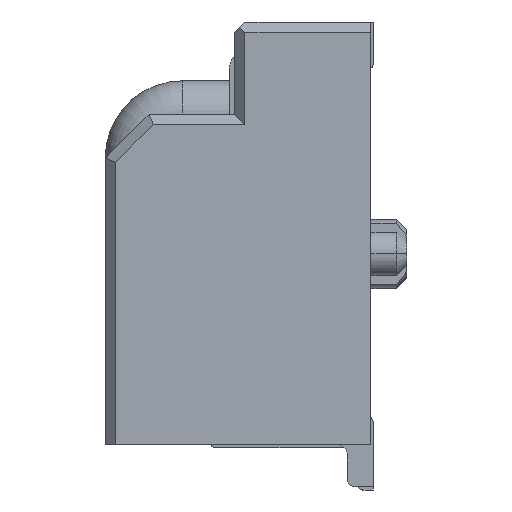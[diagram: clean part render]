
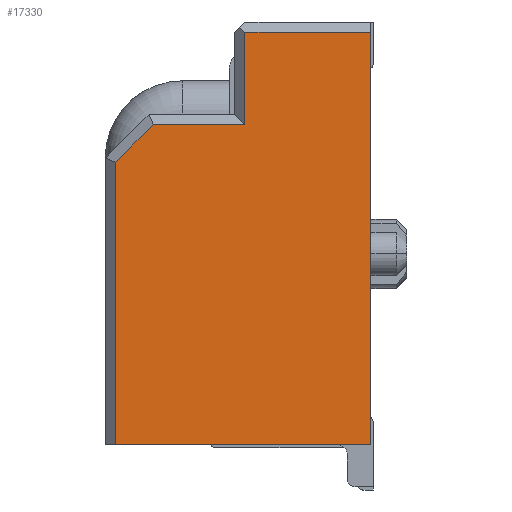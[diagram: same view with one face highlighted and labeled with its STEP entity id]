
A CAD part, left-side view. The second image highlights one B-rep face of the part: STEP entity #17330.
In plain terms, the highlighted planar face has unit normal (-1, 0, 0).
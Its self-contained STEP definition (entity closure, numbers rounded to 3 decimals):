
#2662=DIRECTION('',(0.,0.,-1.));
#2663=VECTOR('',#2662,5.477);
#2664=CARTESIAN_POINT('',(-14.95,1.75,-2.723));
#2665=LINE('',#2664,#2663);
#2666=DIRECTION('',(0.,0.707,-0.707));
#2667=VECTOR('',#2666,1.036);
#2668=CARTESIAN_POINT('',(-14.95,1.017,-1.99));
#2669=LINE('',#2668,#2667);
#2670=DIRECTION('',(0.,1.,0.));
#2671=VECTOR('',#2670,1.777);
#2672=CARTESIAN_POINT('',(-14.95,-0.76,-1.99));
#2673=LINE('',#2672,#2671);
#2674=DIRECTION('',(0.,0.,-1.));
#2675=VECTOR('',#2674,1.79);
#2676=CARTESIAN_POINT('',(-14.95,-0.76,-0.2));
#2677=LINE('',#2676,#2675);
#2678=DIRECTION('',(0.,1.,0.));
#2679=VECTOR('',#2678,2.44);
#2680=CARTESIAN_POINT('',(-14.95,-3.2,-0.2));
#2681=LINE('',#2680,#2679);
#2682=DIRECTION('',(0.,0.,1.));
#2683=VECTOR('',#2682,8.);
#2684=CARTESIAN_POINT('',(-14.95,-3.2,-8.2));
#2685=LINE('',#2684,#2683);
#2686=DIRECTION('',(0.,-1.,0.));
#2687=VECTOR('',#2686,4.95);
#2688=CARTESIAN_POINT('',(-14.95,1.75,-8.2));
#2689=LINE('',#2688,#2687);
#11920=CARTESIAN_POINT('',(-14.95,-3.2,-8.2));
#11921=VERTEX_POINT('',#11920);
#15492=CARTESIAN_POINT('',(-14.95,1.75,-2.723));
#15493=CARTESIAN_POINT('',(-14.95,1.75,-8.2));
#15494=VERTEX_POINT('',#15492);
#15495=VERTEX_POINT('',#15493);
#15496=CARTESIAN_POINT('',(-14.95,1.017,-1.99));
#15497=VERTEX_POINT('',#15496);
#15500=CARTESIAN_POINT('',(-14.95,-0.76,-1.99));
#15501=VERTEX_POINT('',#15500);
#15504=CARTESIAN_POINT('',(-14.95,-0.76,-0.2));
#15505=VERTEX_POINT('',#15504);
#15507=CARTESIAN_POINT('',(-14.95,-3.2,-0.2));
#15509=VERTEX_POINT('',#15507);
#17315=CARTESIAN_POINT('',(-14.95,0.,0.));
#17316=DIRECTION('',(-1.,0.,0.));
#17317=DIRECTION('',(0.,0.,1.));
#17318=AXIS2_PLACEMENT_3D('',#17315,#17316,#17317);
#17319=PLANE('',#17318);
#17320=ORIENTED_EDGE('',*,*,#17309,.F.);
#17321=ORIENTED_EDGE('',*,*,#15981,.F.);
#17322=ORIENTED_EDGE('',*,*,#15996,.F.);
#17323=ORIENTED_EDGE('',*,*,#16012,.F.);
#17325=ORIENTED_EDGE('',*,*,#17324,.F.);
#17326=ORIENTED_EDGE('',*,*,#16137,.F.);
#17327=ORIENTED_EDGE('',*,*,#16800,.F.);
#17328=EDGE_LOOP('',(#17320,#17321,#17322,#17323,#17325,#17326,#17327));
#17329=FACE_OUTER_BOUND('',#17328,.F.);
#15981=EDGE_CURVE('',#15497,#15494,#2669,.T.);
#15996=EDGE_CURVE('',#15501,#15497,#2673,.T.);
#16012=EDGE_CURVE('',#15505,#15501,#2677,.T.);
#16137=EDGE_CURVE('',#11921,#15509,#2685,.T.);
#16800=EDGE_CURVE('',#15495,#11921,#2689,.T.);
#17309=EDGE_CURVE('',#15494,#15495,#2665,.T.);
#17324=EDGE_CURVE('',#15509,#15505,#2681,.T.);
#17330=ADVANCED_FACE('',(#17329),#17319,.T.);
